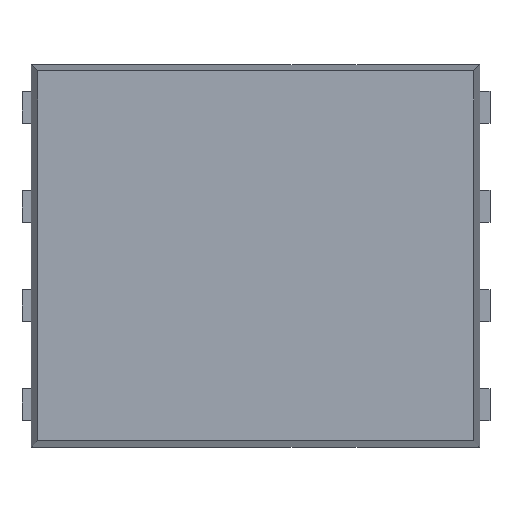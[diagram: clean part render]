
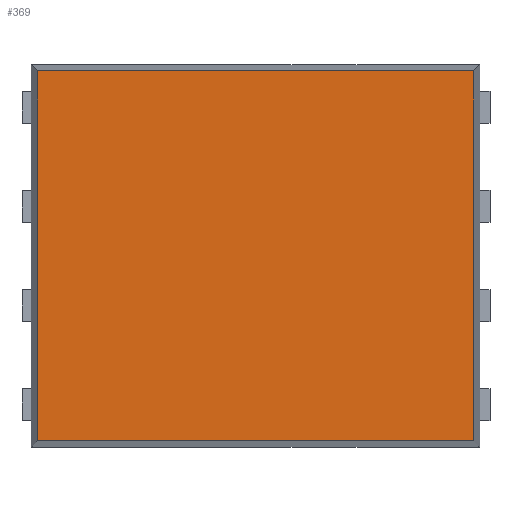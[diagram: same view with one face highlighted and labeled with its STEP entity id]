
A CAD part, top view. The second image highlights one B-rep face of the part: STEP entity #369.
In plain terms, the highlighted planar face has unit normal (0, 0, 1).
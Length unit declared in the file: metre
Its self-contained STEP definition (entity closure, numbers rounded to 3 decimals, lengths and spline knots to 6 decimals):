
#369 = ADVANCED_FACE( '', ( #731 ), #732, .T. );
#731 = FACE_OUTER_BOUND( '', #1093, .T. );
#732 = PLANE( '', #1094 );
#1093 = EDGE_LOOP( '', ( #2049, #2050, #2051, #2052 ) );
#1094 = AXIS2_PLACEMENT_3D( '', #2053, #2054, #2055 );
#2049 = ORIENTED_EDGE( '', *, *, #2150, .F. );
#2050 = ORIENTED_EDGE( '', *, *, #2355, .T. );
#2051 = ORIENTED_EDGE( '', *, *, #2452, .T. );
#2052 = ORIENTED_EDGE( '', *, *, #2430, .F. );
#2053 = CARTESIAN_POINT( '', ( 0., 0., 0.001 ) );
#2054 = DIRECTION( '', ( 0., 0., 1. ) );
#2055 = DIRECTION( '', ( 1., 0., 0. ) );
#2150 = EDGE_CURVE( '', #2577, #2579, #2580, .T. );
#2355 = EDGE_CURVE( '', #2577, #2896, #2898, .F. );
#2430 = EDGE_CURVE( '', #2579, #2981, #2982, .T. );
#2452 = EDGE_CURVE( '', #2896, #2981, #3004, .F. );
#2577 = VERTEX_POINT( '', #3177 );
#2579 = VERTEX_POINT( '', #3180 );
#2580 = LINE( '', #3181, #3182 );
#2896 = VERTEX_POINT( '', #3660 );
#2898 = LINE( '', #3663, #3664 );
#2981 = VERTEX_POINT( '', #3793 );
#2982 = LINE( '', #3794, #3795 );
#3004 = LINE( '', #3823, #3824 );
#3177 = CARTESIAN_POINT( '', ( -0.002796, 0.002371, 0.001 ) );
#3180 = CARTESIAN_POINT( '', ( 0.002796, 0.002371, 0.001 ) );
#3181 = CARTESIAN_POINT( '', ( 0., 0.002371, 0.001 ) );
#3182 = VECTOR( '', #3891, 1. );
#3660 = CARTESIAN_POINT( '', ( -0.002796, -0.002371, 0.001 ) );
#3663 = CARTESIAN_POINT( '', ( -0.002796, 0., 0.001 ) );
#3664 = VECTOR( '', #4055, 1. );
#3793 = CARTESIAN_POINT( '', ( 0.002796, -0.002371, 0.001 ) );
#3794 = CARTESIAN_POINT( '', ( 0.002796, 0., 0.001 ) );
#3795 = VECTOR( '', #4102, 1. );
#3823 = CARTESIAN_POINT( '', ( 0., -0.002371, 0.001 ) );
#3824 = VECTOR( '', #4109, 1. );
#3891 = DIRECTION( '', ( 1., 0., 0. ) );
#4055 = DIRECTION( '', ( 0., 1., 0. ) );
#4102 = DIRECTION( '', ( 0., -1., 0. ) );
#4109 = DIRECTION( '', ( -1., 0., 0. ) );
